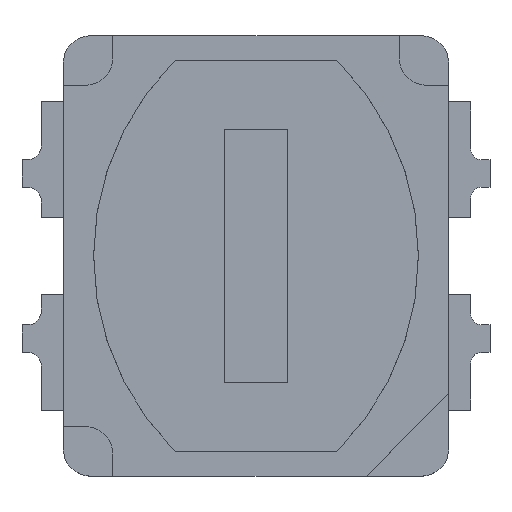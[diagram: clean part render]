
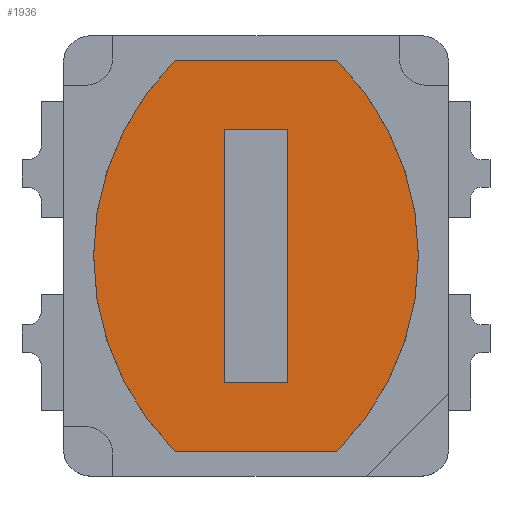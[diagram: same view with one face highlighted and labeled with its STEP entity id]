
A CAD part, top view. The second image highlights one B-rep face of the part: STEP entity #1936.
In plain terms, the highlighted planar face has unit normal (0, 0, 1).
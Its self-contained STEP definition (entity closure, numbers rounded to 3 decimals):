
#22 = AXIS2_PLACEMENT_3D ( 'NONE', #6985, #7009, #7017 ) ;
#215 = CARTESIAN_POINT ( 'NONE',  ( 2.949, 0., 0. ) ) ;
#235 = DIRECTION ( 'NONE',  ( 0., 1., 0. ) ) ;
#705 = ORIENTED_EDGE ( 'NONE', *, *, #6762, .T. ) ;
#737 = VERTEX_POINT ( 'NONE', #6916 ) ;
#1163 = CARTESIAN_POINT ( 'NONE',  ( -0.575, 2.3, 0. ) ) ;
#1203 = DIRECTION ( 'NONE',  ( 1., 0., 0. ) ) ;
#1331 = CARTESIAN_POINT ( 'NONE',  ( 1.47, 3.55, 0. ) ) ;
#1339 = VERTEX_POINT ( 'NONE', #215 ) ;
#1363 = DIRECTION ( 'NONE',  ( 0., 0., -1. ) ) ;
#1509 = VECTOR ( 'NONE', #1203, 1000. ) ;
#1549 = EDGE_CURVE ( 'NONE', #737, #6217, #7344, .T. ) ;
#1811 = VERTEX_POINT ( 'NONE', #5981 ) ;
#1936 = ADVANCED_FACE ( 'N', ( #7079, #5352 ), #2341, .T. ) ;
#2089 = CARTESIAN_POINT ( 'NONE',  ( 2.051, -2.3, 0. ) ) ;
#2214 = CIRCLE ( 'NONE', #6765, 5. ) ;
#2270 = CARTESIAN_POINT ( 'NONE',  ( -1.47, 3.55, 0. ) ) ;
#2310 = DIRECTION ( 'NONE',  ( 1., 0., 0. ) ) ;
#2341 = PLANE ( 'NONE',  #22 ) ;
#2799 = CARTESIAN_POINT ( 'NONE',  ( 0.575, 2.3, 0. ) ) ;
#2879 = VERTEX_POINT ( 'NONE', #2799 ) ;
#3057 = ORIENTED_EDGE ( 'NONE', *, *, #7513, .F. ) ;
#3202 = LINE ( 'NONE', #10123, #5296 ) ;
#3228 = ORIENTED_EDGE ( 'NONE', *, *, #1549, .F. ) ;
#3386 = AXIS2_PLACEMENT_3D ( 'NONE', #3556, #9063, #4358 ) ;
#3476 = DIRECTION ( 'NONE',  ( -1., 0., 0. ) ) ;
#3556 = CARTESIAN_POINT ( 'NONE',  ( -2.051, 0., 0. ) ) ;
#3642 = AXIS2_PLACEMENT_3D ( 'NONE', #6068, #1363, #6863 ) ;
#3683 = CARTESIAN_POINT ( 'NONE',  ( 0.575, -2.3, 0. ) ) ;
#3812 = CARTESIAN_POINT ( 'NONE',  ( -1.47, -3.55, 0. ) ) ;
#4068 = LINE ( 'NONE', #5005, #8027 ) ;
#4189 = EDGE_LOOP ( 'NONE', ( #6661, #705, #6457, #7684 ) ) ;
#4199 = VERTEX_POINT ( 'NONE', #4583 ) ;
#4358 = DIRECTION ( 'NONE',  ( 1., 0., 0. ) ) ;
#4551 = EDGE_CURVE ( 'NONE', #1339, #4199, #2214, .T. ) ;
#4583 = CARTESIAN_POINT ( 'NONE',  ( 1.47, -3.55, 0. ) ) ;
#4956 = DIRECTION ( 'NONE',  ( 1., 0., 0. ) ) ;
#4994 = DIRECTION ( 'NONE',  ( 0., 0., -1. ) ) ;
#5005 = CARTESIAN_POINT ( 'NONE',  ( -0.575, 2.3, 0. ) ) ;
#5013 = CARTESIAN_POINT ( 'NONE',  ( -2.051, 0., 0. ) ) ;
#5238 = DIRECTION ( 'NONE',  ( -1., 0., 0. ) ) ;
#5296 = VECTOR ( 'NONE', #9754, 1000. ) ;
#5352 = FACE_OUTER_BOUND ( 'NONE', #7889, .T. ) ;
#5633 = ORIENTED_EDGE ( 'NONE', *, *, #8042, .F. ) ;
#5981 = CARTESIAN_POINT ( 'NONE',  ( -0.575, -2.3, 0. ) ) ;
#6068 = CARTESIAN_POINT ( 'NONE',  ( 2.051, 0., 0. ) ) ;
#6073 = VERTEX_POINT ( 'NONE', #3683 ) ;
#6098 = EDGE_CURVE ( 'NONE', #9332, #2879, #7903, .T. ) ;
#6217 = VERTEX_POINT ( 'NONE', #1331 ) ;
#6257 = VECTOR ( 'NONE', #3476, 1000. ) ;
#6447 = VECTOR ( 'NONE', #2310, 1000. ) ;
#6457 = ORIENTED_EDGE ( 'NONE', *, *, #6992, .T. ) ;
#6488 = EDGE_CURVE ( 'NONE', #4199, #7516, #7007, .T. ) ;
#6633 = CARTESIAN_POINT ( 'NONE',  ( -0.575, 2.3, 0. ) ) ;
#6660 = LINE ( 'NONE', #2089, #8514 ) ;
#6661 = ORIENTED_EDGE ( 'NONE', *, *, #6098, .T. ) ;
#6762 = EDGE_CURVE ( 'NONE', #2879, #6073, #3202, .T. ) ;
#6765 = AXIS2_PLACEMENT_3D ( 'NONE', #5013, #4994, #4956 ) ;
#6863 = DIRECTION ( 'NONE',  ( 1., 0., 0. ) ) ;
#6916 = CARTESIAN_POINT ( 'NONE',  ( -1.47, 3.55, 0. ) ) ;
#6985 = CARTESIAN_POINT ( 'NONE',  ( 2.051, 0., 0. ) ) ;
#6992 = EDGE_CURVE ( 'NONE', #6073, #1811, #6660, .T. ) ;
#7007 = LINE ( 'NONE', #3812, #6257 ) ;
#7009 = DIRECTION ( 'NONE',  ( 0., 0., 1. ) ) ;
#7017 = DIRECTION ( 'NONE',  ( 1., 0., 0. ) ) ;
#7079 = FACE_BOUND ( 'NONE', #4189, .T. ) ;
#7344 = LINE ( 'NONE', #2270, #6447 ) ;
#7441 = EDGE_CURVE ( 'NONE', #1811, #9332, #4068, .T. ) ;
#7513 = EDGE_CURVE ( 'NONE', #6217, #1339, #7891, .T. ) ;
#7516 = VERTEX_POINT ( 'NONE', #8273 ) ;
#7684 = ORIENTED_EDGE ( 'NONE', *, *, #7441, .T. ) ;
#7889 = EDGE_LOOP ( 'NONE', ( #5633, #9833, #8715, #3057, #3228 ) ) ;
#7891 = CIRCLE ( 'NONE', #3386, 5. ) ;
#7903 = LINE ( 'NONE', #1163, #1509 ) ;
#8027 = VECTOR ( 'NONE', #235, 1000. ) ;
#8042 = EDGE_CURVE ( 'NONE', #7516, #737, #9155, .T. ) ;
#8273 = CARTESIAN_POINT ( 'NONE',  ( -1.47, -3.55, 0. ) ) ;
#8514 = VECTOR ( 'NONE', #5238, 1000. ) ;
#8715 = ORIENTED_EDGE ( 'NONE', *, *, #4551, .F. ) ;
#9063 = DIRECTION ( 'NONE',  ( 0., 0., -1. ) ) ;
#9155 = CIRCLE ( 'NONE', #3642, 5. ) ;
#9332 = VERTEX_POINT ( 'NONE', #6633 ) ;
#9754 = DIRECTION ( 'NONE',  ( 0., -1., 0. ) ) ;
#9833 = ORIENTED_EDGE ( 'NONE', *, *, #6488, .F. ) ;
#10123 = CARTESIAN_POINT ( 'NONE',  ( 0.575, 2.3, 0. ) ) ;
